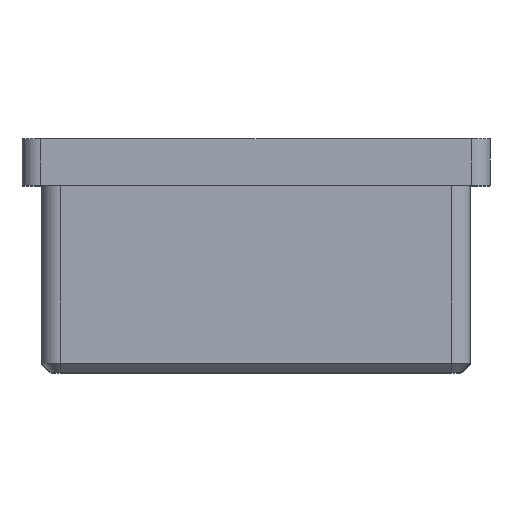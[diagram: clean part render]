
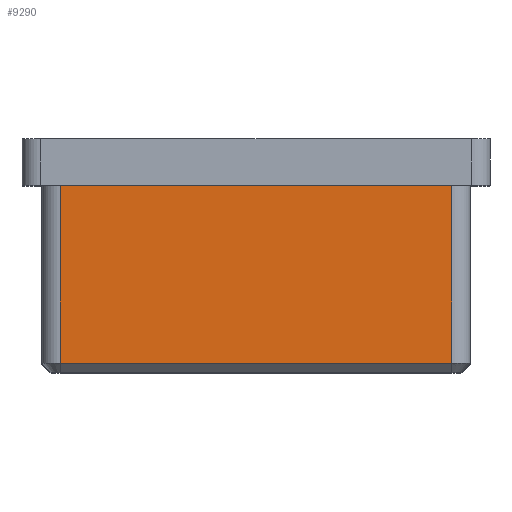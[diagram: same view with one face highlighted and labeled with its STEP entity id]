
A CAD part, top view. The second image highlights one B-rep face of the part: STEP entity #9290.
In plain terms, the highlighted planar face has unit normal (0, 0, 1).
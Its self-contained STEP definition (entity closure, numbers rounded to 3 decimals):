
#1411 = CARTESIAN_POINT ( 'NONE',  ( -22.9, 0., 22.9 ) ) ;
#2465 = VERTEX_POINT ( 'NONE', #12587 ) ;
#2991 = LINE ( 'NONE', #3543, #13204 ) ;
#3173 = CARTESIAN_POINT ( 'NONE',  ( 20.9, 0., 22.9 ) ) ;
#3215 = VERTEX_POINT ( 'NONE', #3173 ) ;
#3543 = CARTESIAN_POINT ( 'NONE',  ( 20.9, -20., 22.9 ) ) ;
#3811 = DIRECTION ( 'NONE',  ( -1., 0., 0. ) ) ;
#4347 = ORIENTED_EDGE ( 'NONE', *, *, #12725, .T. ) ;
#4410 = EDGE_CURVE ( 'NONE', #2465, #3215, #2991, .T. ) ;
#4963 = VECTOR ( 'NONE', #3811, 1000. ) ;
#5150 = LINE ( 'NONE', #1411, #4963 ) ;
#5259 = ORIENTED_EDGE ( 'NONE', *, *, #8593, .T. ) ;
#5932 = AXIS2_PLACEMENT_3D ( 'NONE', #11406, #6669, #8896 ) ;
#6140 = LINE ( 'NONE', #12144, #9110 ) ;
#6442 = DIRECTION ( 'NONE',  ( 1., 0., 0. ) ) ;
#6620 = PLANE ( 'NONE',  #5932 ) ;
#6669 = DIRECTION ( 'NONE',  ( 0., 0., -1. ) ) ;
#7208 = ORIENTED_EDGE ( 'NONE', *, *, #4410, .T. ) ;
#7358 = LINE ( 'NONE', #7779, #13482 ) ;
#7618 = VERTEX_POINT ( 'NONE', #12540 ) ;
#7750 = DIRECTION ( 'NONE',  ( 0., -1., 0. ) ) ;
#7768 = VERTEX_POINT ( 'NONE', #8749 ) ;
#7779 = CARTESIAN_POINT ( 'NONE',  ( 20.9, -19., 22.9 ) ) ;
#8224 = ORIENTED_EDGE ( 'NONE', *, *, #12386, .T. ) ;
#8593 = EDGE_CURVE ( 'NONE', #7768, #7618, #6140, .T. ) ;
#8749 = CARTESIAN_POINT ( 'NONE',  ( -20.9, 0., 22.9 ) ) ;
#8896 = DIRECTION ( 'NONE',  ( -1., 0., 0. ) ) ;
#9110 = VECTOR ( 'NONE', #7750, 1000. ) ;
#9290 = ADVANCED_FACE ( 'NONE', ( #11331 ), #6620, .F. ) ;
#10232 = EDGE_LOOP ( 'NONE', ( #5259, #4347, #7208, #8224 ) ) ;
#11331 = FACE_OUTER_BOUND ( 'NONE', #10232, .T. ) ;
#11406 = CARTESIAN_POINT ( 'NONE',  ( -22.9, -20., 22.9 ) ) ;
#12144 = CARTESIAN_POINT ( 'NONE',  ( -20.9, -20., 22.9 ) ) ;
#12386 = EDGE_CURVE ( 'NONE', #3215, #7768, #5150, .T. ) ;
#12540 = CARTESIAN_POINT ( 'NONE',  ( -20.9, -19., 22.9 ) ) ;
#12587 = CARTESIAN_POINT ( 'NONE',  ( 20.9, -19., 22.9 ) ) ;
#12725 = EDGE_CURVE ( 'NONE', #7618, #2465, #7358, .T. ) ;
#13186 = DIRECTION ( 'NONE',  ( 0., 1., 0. ) ) ;
#13204 = VECTOR ( 'NONE', #13186, 1000. ) ;
#13482 = VECTOR ( 'NONE', #6442, 1000. ) ;
